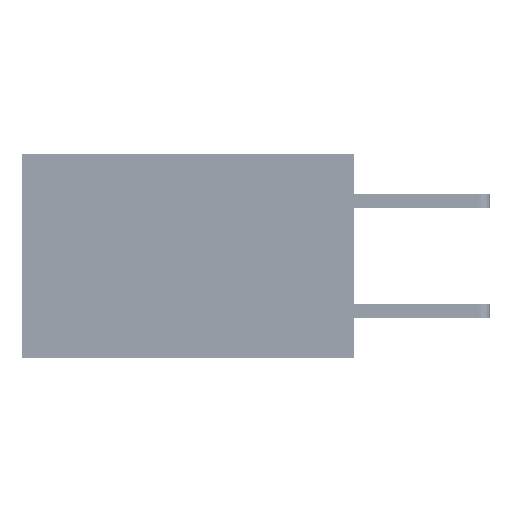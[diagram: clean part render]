
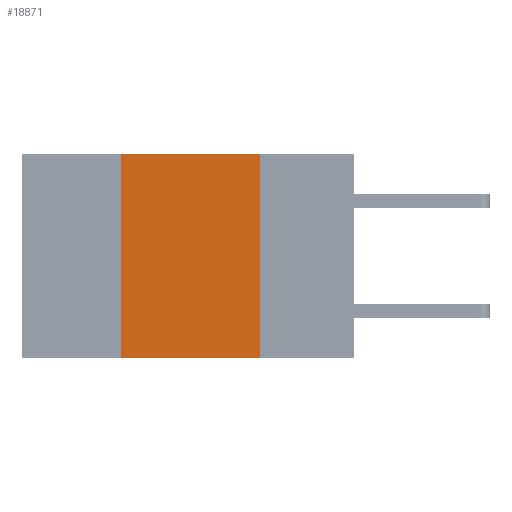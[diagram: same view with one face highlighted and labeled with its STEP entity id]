
A CAD part, left-side view. The second image highlights one B-rep face of the part: STEP entity #18871.
In plain terms, the highlighted planar face has unit normal (-1, 0, 0).
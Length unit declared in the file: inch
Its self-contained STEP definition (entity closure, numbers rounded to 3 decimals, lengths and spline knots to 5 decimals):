
#1424 = PLANE ( 'NONE',  #23030 ) ;
#3573 = CARTESIAN_POINT ( 'NONE',  ( 0., 0.42, -0.37 ) ) ;
#3589 = VERTEX_POINT ( 'NONE', #45421 ) ;
#3809 = CARTESIAN_POINT ( 'NONE',  ( 0., 0.42, 0. ) ) ;
#4025 = DIRECTION ( 'NONE',  ( 0., 0., 1. ) ) ;
#4095 = VECTOR ( 'NONE', #40005, 39.37008 ) ;
#4742 = LINE ( 'NONE', #25833, #4095 ) ;
#4826 = CARTESIAN_POINT ( 'NONE',  ( 0., 0.6, 0. ) ) ;
#7678 = CARTESIAN_POINT ( 'NONE',  ( 0., 0.42, 0. ) ) ;
#7705 = DIRECTION ( 'NONE',  ( 0., 0., -1. ) ) ;
#7925 = DIRECTION ( 'NONE',  ( 0., 0., -1. ) ) ;
#10937 = CARTESIAN_POINT ( 'NONE',  ( 0., 0.6, 0. ) ) ;
#12026 = VERTEX_POINT ( 'NONE', #3573 ) ;
#12167 = EDGE_CURVE ( 'NONE', #12026, #3589, #4742, .T. ) ;
#12567 = EDGE_CURVE ( 'NONE', #34452, #3589, #39018, .T. ) ;
#18871 = ADVANCED_FACE ( 'NONE', ( #22542 ), #1424, .F. ) ;
#19783 = ORIENTED_EDGE ( 'NONE', *, *, #20589, .F. ) ;
#20589 = EDGE_CURVE ( 'NONE', #12026, #29944, #21195, .T. ) ;
#21170 = ORIENTED_EDGE ( 'NONE', *, *, #12567, .F. ) ;
#21195 = LINE ( 'NONE', #3809, #30524 ) ;
#22317 = CARTESIAN_POINT ( 'NONE',  ( 0., 0.17, 0. ) ) ;
#22542 = FACE_OUTER_BOUND ( 'NONE', #27100, .T. ) ;
#23030 = AXIS2_PLACEMENT_3D ( 'NONE', #10937, #32983, #7705 ) ;
#25833 = CARTESIAN_POINT ( 'NONE',  ( 0., 0.6, -0.37 ) ) ;
#27100 = EDGE_LOOP ( 'NONE', ( #21170, #41965, #19783, #41646 ) ) ;
#28849 = VECTOR ( 'NONE', #41640, 39.37008 ) ;
#29275 = EDGE_CURVE ( 'NONE', #29944, #34452, #36608, .T. ) ;
#29944 = VERTEX_POINT ( 'NONE', #7678 ) ;
#30524 = VECTOR ( 'NONE', #4025, 39.37008 ) ;
#30822 = VECTOR ( 'NONE', #7925, 39.37008 ) ;
#32983 = DIRECTION ( 'NONE',  ( 1., 0., 0. ) ) ;
#34452 = VERTEX_POINT ( 'NONE', #45119 ) ;
#36608 = LINE ( 'NONE', #4826, #28849 ) ;
#39018 = LINE ( 'NONE', #22317, #30822 ) ;
#40005 = DIRECTION ( 'NONE',  ( 0., -1., 0. ) ) ;
#41640 = DIRECTION ( 'NONE',  ( 0., -1., 0. ) ) ;
#41646 = ORIENTED_EDGE ( 'NONE', *, *, #12167, .T. ) ;
#41965 = ORIENTED_EDGE ( 'NONE', *, *, #29275, .F. ) ;
#45119 = CARTESIAN_POINT ( 'NONE',  ( 0., 0.17, 0. ) ) ;
#45421 = CARTESIAN_POINT ( 'NONE',  ( 0., 0.17, -0.37 ) ) ;
